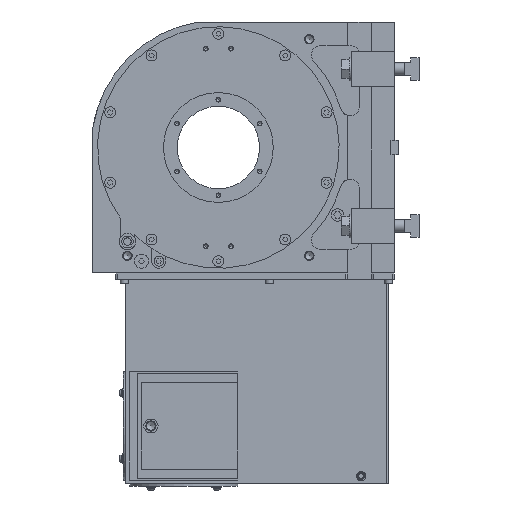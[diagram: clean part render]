
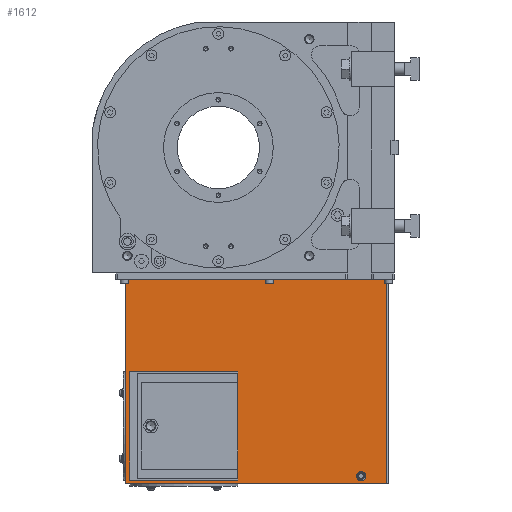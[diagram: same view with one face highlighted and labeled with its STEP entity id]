
A CAD part, left-side view. The second image highlights one B-rep face of the part: STEP entity #1612.
In plain terms, the highlighted planar face has unit normal (-1, 0, 0).
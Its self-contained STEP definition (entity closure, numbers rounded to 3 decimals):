
#1612 = ADVANCED_FACE( '', ( #3976, #3977, #3978 ), #3979, .F. );
#3976 = FACE_BOUND( '', #7230, .T. );
#3977 = FACE_OUTER_BOUND( '', #7231, .T. );
#3978 = FACE_BOUND( '', #7232, .T. );
#3979 = PLANE( '', #7233 );
#7230 = EDGE_LOOP( '', ( #12346 ) );
#7231 = EDGE_LOOP( '', ( #12347, #12348, #12349, #12350 ) );
#7232 = EDGE_LOOP( '', ( #12351, #12352, #12353, #12354 ) );
#7233 = AXIS2_PLACEMENT_3D( '', #12355, #12356, #12357 );
#12346 = ORIENTED_EDGE( '', *, *, #17508, .F. );
#12347 = ORIENTED_EDGE( '', *, *, #18320, .T. );
#12348 = ORIENTED_EDGE( '', *, *, #17867, .F. );
#12349 = ORIENTED_EDGE( '', *, *, #18321, .F. );
#12350 = ORIENTED_EDGE( '', *, *, #18322, .T. );
#12351 = ORIENTED_EDGE( '', *, *, #17967, .T. );
#12352 = ORIENTED_EDGE( '', *, *, #18323, .T. );
#12353 = ORIENTED_EDGE( '', *, *, #17172, .T. );
#12354 = ORIENTED_EDGE( '', *, *, #18324, .T. );
#12355 = CARTESIAN_POINT( '', ( -73.5, -215., -589. ) );
#12356 = DIRECTION( '', ( 1., 0., 0. ) );
#12357 = DIRECTION( '', ( 0., 0., -1. ) );
#17172 = EDGE_CURVE( '', #20082, #20080, #20083, .T. );
#17508 = EDGE_CURVE( '', #20655, #20655, #20656, .F. );
#17867 = EDGE_CURVE( '', #21232, #21223, #21234, .T. );
#17967 = EDGE_CURVE( '', #21397, #21395, #21398, .T. );
#18320 = EDGE_CURVE( '', #21935, #21223, #21936, .T. );
#18321 = EDGE_CURVE( '', #21937, #21232, #21938, .T. );
#18322 = EDGE_CURVE( '', #21937, #21935, #21939, .T. );
#18323 = EDGE_CURVE( '', #21395, #20082, #21940, .T. );
#18324 = EDGE_CURVE( '', #20080, #21397, #21941, .T. );
#20080 = VERTEX_POINT( '', #24206 );
#20082 = VERTEX_POINT( '', #24209 );
#20083 = LINE( '', #24210, #24211 );
#20655 = VERTEX_POINT( '', #24951 );
#20656 = CIRCLE( '', #24952, 6. );
#21223 = VERTEX_POINT( '', #25729 );
#21232 = VERTEX_POINT( '', #25742 );
#21234 = LINE( '', #25745, #25746 );
#21395 = VERTEX_POINT( '', #25958 );
#21397 = VERTEX_POINT( '', #25961 );
#21398 = LINE( '', #25962, #25963 );
#21935 = VERTEX_POINT( '', #26691 );
#21936 = LINE( '', #26692, #26693 );
#21937 = VERTEX_POINT( '', #26694 );
#21938 = LINE( '', #26695, #26696 );
#21939 = LINE( '', #26697, #26698 );
#21940 = LINE( '', #26699, #26700 );
#21941 = LINE( '', #26701, #26702 );
#24206 = CARTESIAN_POINT( '', ( -73.5, -25., -584. ) );
#24209 = CARTESIAN_POINT( '', ( -73.5, -25., -446. ) );
#24210 = CARTESIAN_POINT( '', ( -73.5, -25., -446. ) );
#24211 = VECTOR( '', #29489, 1000. );
#24951 = CARTESIAN_POINT( '', ( -73.5, -182., -585. ) );
#24952 = AXIS2_PLACEMENT_3D( '', #29949, #29950, #29951 );
#25729 = CARTESIAN_POINT( '', ( -73.5, 118., -328. ) );
#25742 = CARTESIAN_POINT( '', ( -73.5, 118., -589. ) );
#25745 = CARTESIAN_POINT( '', ( -73.5, 118., -589. ) );
#25746 = VECTOR( '', #30347, 1000. );
#25958 = CARTESIAN_POINT( '', ( -73.5, 113., -446. ) );
#25961 = CARTESIAN_POINT( '', ( -73.5, 113., -584. ) );
#25962 = CARTESIAN_POINT( '', ( -73.5, 113., -446. ) );
#25963 = VECTOR( '', #30469, 1000. );
#26691 = CARTESIAN_POINT( '', ( -73.5, -215., -328. ) );
#26692 = CARTESIAN_POINT( '', ( -73.5, -215., -328. ) );
#26693 = VECTOR( '', #30829, 1000. );
#26694 = CARTESIAN_POINT( '', ( -73.5, -215., -589. ) );
#26695 = CARTESIAN_POINT( '', ( -73.5, -215., -589. ) );
#26696 = VECTOR( '', #30830, 1000. );
#26697 = CARTESIAN_POINT( '', ( -73.5, -215., -589. ) );
#26698 = VECTOR( '', #30831, 1000. );
#26699 = CARTESIAN_POINT( '', ( -73.5, 113., -446. ) );
#26700 = VECTOR( '', #30832, 1000. );
#26701 = CARTESIAN_POINT( '', ( -73.5, 113., -584. ) );
#26702 = VECTOR( '', #30833, 1000. );
#29489 = DIRECTION( '', ( 0., 0., -1. ) );
#29949 = CARTESIAN_POINT( '', ( -73.5, -182., -579. ) );
#29950 = DIRECTION( '', ( 1., 0., 0. ) );
#29951 = DIRECTION( '', ( 0., 0., -1. ) );
#30347 = DIRECTION( '', ( 0., 0., 1. ) );
#30469 = DIRECTION( '', ( 0., 0., 1. ) );
#30829 = DIRECTION( '', ( 0., 1., 0. ) );
#30830 = DIRECTION( '', ( 0., 1., 0. ) );
#30831 = DIRECTION( '', ( 0., 0., 1. ) );
#30832 = DIRECTION( '', ( 0., -1., 0. ) );
#30833 = DIRECTION( '', ( 0., 1., 0. ) );
